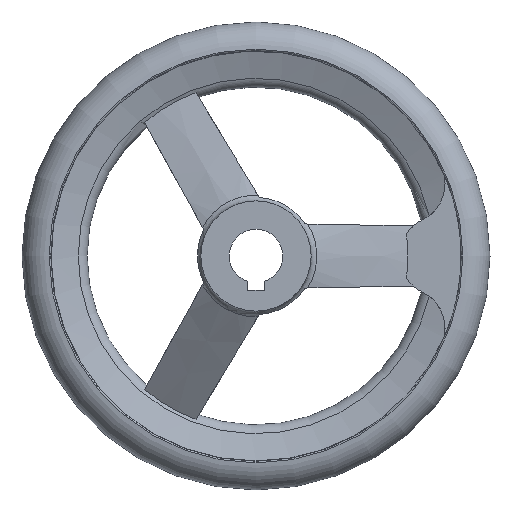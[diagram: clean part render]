
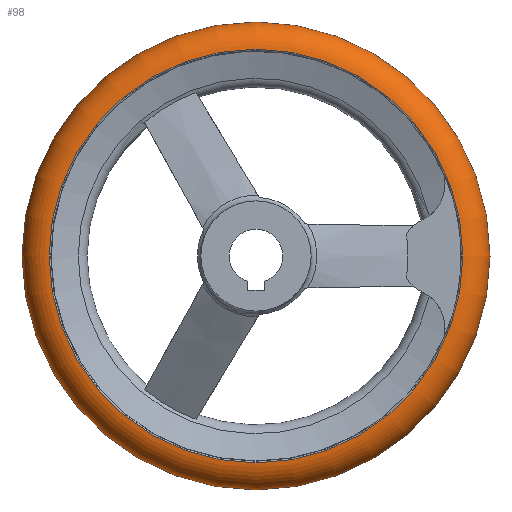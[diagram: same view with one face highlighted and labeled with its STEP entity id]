
A CAD part, front view. The second image highlights one B-rep face of the part: STEP entity #98.
In plain terms, the highlighted toroidal (fillet/blend) face has major radius 61.5 mm and minor radius 8.5 mm.
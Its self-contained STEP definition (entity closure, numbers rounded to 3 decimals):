
#98 = ADVANCED_FACE( '', ( #219, #220, #221 ), #222, .T. );
#219 = FACE_BOUND( '', #369, .T. );
#220 = FACE_OUTER_BOUND( '', #370, .T. );
#221 = FACE_OUTER_BOUND( '', #371, .T. );
#222 = TOROIDAL_SURFACE( '', #372, 61.5, 8.5 );
#369 = VERTEX_LOOP( '', #605 );
#370 = EDGE_LOOP( '', ( #606 ) );
#371 = EDGE_LOOP( '', ( #607 ) );
#372 = AXIS2_PLACEMENT_3D( '', #608, #609, #610 );
#605 = VERTEX_POINT( '', #922 );
#606 = ORIENTED_EDGE( '', *, *, #923, .T. );
#607 = ORIENTED_EDGE( '', *, *, #896, .F. );
#608 = CARTESIAN_POINT( '', ( 0., 29.5, 0. ) );
#609 = DIRECTION( '', ( 0., -1., 0. ) );
#610 = DIRECTION( '', ( 0., 0., -1. ) );
#896 = EDGE_CURVE( '', #1082, #1082, #1083, .T. );
#922 = CARTESIAN_POINT( '', ( 0., 29.5, -70. ) );
#923 = EDGE_CURVE( '', #1121, #1121, #1122, .T. );
#1082 = VERTEX_POINT( '', #1466 );
#1083 = CIRCLE( '', #1467, 61.854 );
#1121 = VERTEX_POINT( '', #1548 );
#1122 = CIRCLE( '', #1549, 61.854 );
#1466 = CARTESIAN_POINT( '', ( 0., 21.007, -61.854 ) );
#1467 = AXIS2_PLACEMENT_3D( '', #1950, #1951, #1952 );
#1548 = CARTESIAN_POINT( '', ( 0., 37.993, -61.854 ) );
#1549 = AXIS2_PLACEMENT_3D( '', #1983, #1984, #1985 );
#1950 = CARTESIAN_POINT( '', ( 0., 21.007, 0. ) );
#1951 = DIRECTION( '', ( 0., -1., 0. ) );
#1952 = DIRECTION( '', ( 0., 0., -1. ) );
#1983 = CARTESIAN_POINT( '', ( 0., 37.993, 0. ) );
#1984 = DIRECTION( '', ( 0., -1., 0. ) );
#1985 = DIRECTION( '', ( 0., 0., -1. ) );
